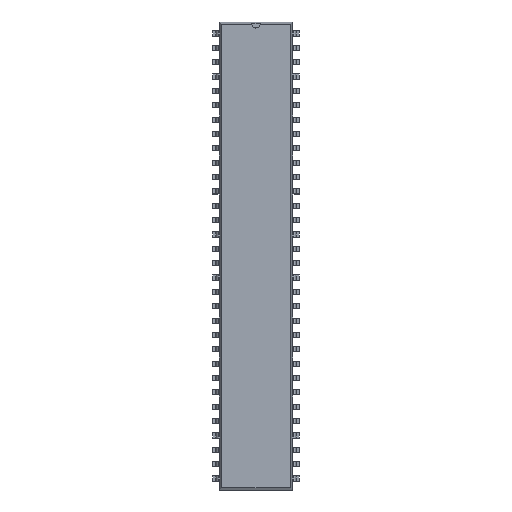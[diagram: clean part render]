
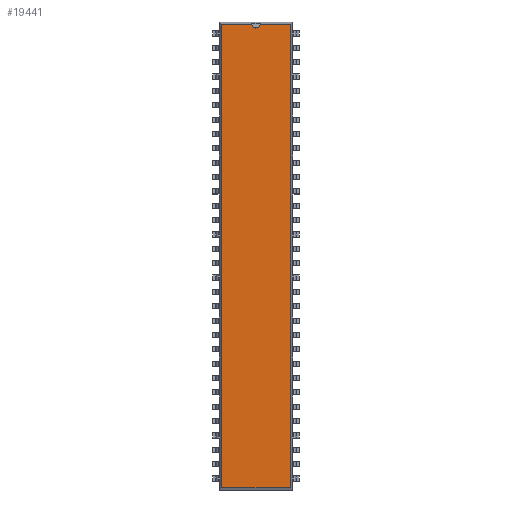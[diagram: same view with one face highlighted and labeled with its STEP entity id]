
A CAD part, top view. The second image highlights one B-rep face of the part: STEP entity #19441.
In plain terms, the highlighted planar face has unit normal (0, 0, 1).
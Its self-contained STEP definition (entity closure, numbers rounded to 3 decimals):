
#26=VECTOR('',#27,1.);
#27=DIRECTION('',(0.,1.,0.));
#33=VECTOR('',#34,1.);
#34=DIRECTION('',(-1.,0.,0.));
#40=VECTOR('',#41,1.);
#41=DIRECTION('',(0.,-1.,0.));
#45=VECTOR('',#46,1.);
#46=DIRECTION('',(1.,0.,0.));
#49=DIRECTION('',(0.,0.,-1.));
#3300=DIRECTION('',(0.,0.,-1.));
#12991=VERTEX_POINT('',#12992);
#12992=CARTESIAN_POINT('',(6.101,41.003,3.68));
#12994=ORIENTED_EDGE('',*,*,#12995,.F.);
#12995=EDGE_CURVE('',#12996,#12991,#12998,.T.);
#12996=VERTEX_POINT('',#12997);
#12997=CARTESIAN_POINT('',(6.101,-41.003,3.68));
#12998=LINE('',#12997,#26);
#16148=VERTEX_POINT('',#16149);
#16149=CARTESIAN_POINT('',(-6.101,41.003,3.68));
#16151=ORIENTED_EDGE('',*,*,#16152,.F.);
#16152=EDGE_CURVE('',#16153,#16148,#16155,.T.);
#16153=VERTEX_POINT('',#16154);
#16154=CARTESIAN_POINT('',(-0.746,41.003,3.68));
#16155=LINE('',#12992,#33);
#16174=VERTEX_POINT('',#16175);
#16175=CARTESIAN_POINT('',(0.746,41.003,3.68));
#16181=ORIENTED_EDGE('',*,*,#16182,.F.);
#16182=EDGE_CURVE('',#12991,#16174,#16155,.T.);
#16286=VERTEX_POINT('',#16287);
#16287=CARTESIAN_POINT('',(-6.101,-41.003,3.68));
#16289=ORIENTED_EDGE('',*,*,#16290,.F.);
#16290=EDGE_CURVE('',#16148,#16286,#16291,.T.);
#16291=LINE('',#16149,#40);
#19436=ORIENTED_EDGE('',*,*,#19437,.F.);
#19437=EDGE_CURVE('',#16286,#12996,#19438,.T.);
#19438=LINE('',#16287,#45);
#19441=ADVANCED_FACE('',(#19442),#19453,.F.);
#19442=FACE_BOUND('',#19443,.F.);
#19443=EDGE_LOOP('',(#12994,#19436,#16289,#16151,#19444,#19451,#16181));
#19444=ORIENTED_EDGE('',*,*,#19445,.F.);
#19445=EDGE_CURVE('',#19446,#16153,#19448,.T.);
#19446=VERTEX_POINT('',#19447);
#19447=CARTESIAN_POINT('',(0.,40.328,3.68));
#19448=CIRCLE('',#19449,0.75);
#19449=AXIS2_PLACEMENT_3D('',#19450,#3300,#41);
#19450=CARTESIAN_POINT('',(0.,41.078,3.68));
#19451=ORIENTED_EDGE('',*,*,#19452,.F.);
#19452=EDGE_CURVE('',#16174,#19446,#19448,.T.);
#19453=PLANE('',#19454);
#19454=AXIS2_PLACEMENT_3D('',#12997,#49,#19455);
#19455=DIRECTION('',(-0.147,0.989,0.));
